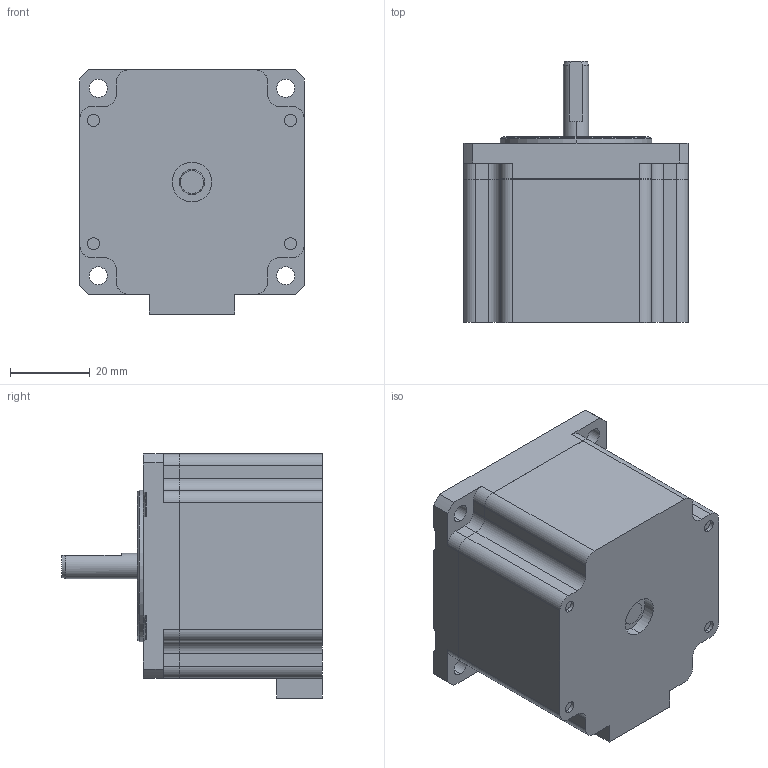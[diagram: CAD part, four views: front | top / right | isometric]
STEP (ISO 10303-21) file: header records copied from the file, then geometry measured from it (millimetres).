
FILE_DESCRIPTION((''),'2;1');
FILE_NAME('ML23HS4','2019-05-14T17:59:35',('ms20301'),(''),'CREO PARAMETRIC BY PTC INC, 2018100','CREO PARAMETRIC BY PTC INC, 2018100','');
FILE_SCHEMA(('CONFIG_CONTROL_DESIGN'));
Length unit declared in the file: millimetre
Products named in the file (1): ML23HS4
Bounding box: 56.4 x 65.6 x 61.4 mm (x, y, z)
Volume: 129547.6 mm3; surface area: 21601.4 mm2
Topology: 1 solids, 3 shells, 394 faces, 1036 edges, 673 vertices
Faces by surface type: plane 193, cylinder 84, bspline 47, torus 45, cone 25
Entity records: 17778 total; most frequent: CARTESIAN_POINT 8139, ORIENTED_EDGE 2016, DIRECTION 1940, EDGE_CURVE 1036, VERTEX_POINT 673, AXIS2_PLACEMENT_3D 666, VECTOR 608, LINE 608
